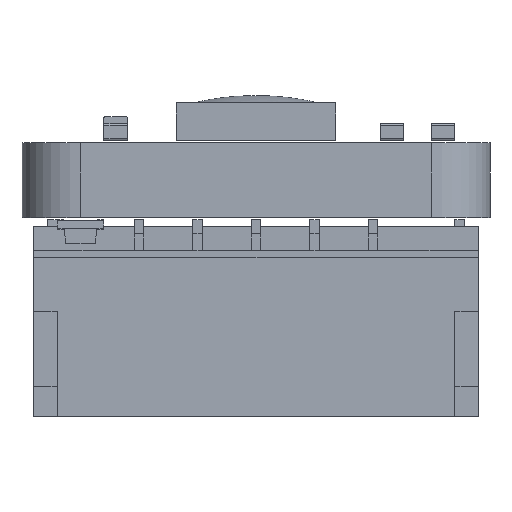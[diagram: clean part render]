
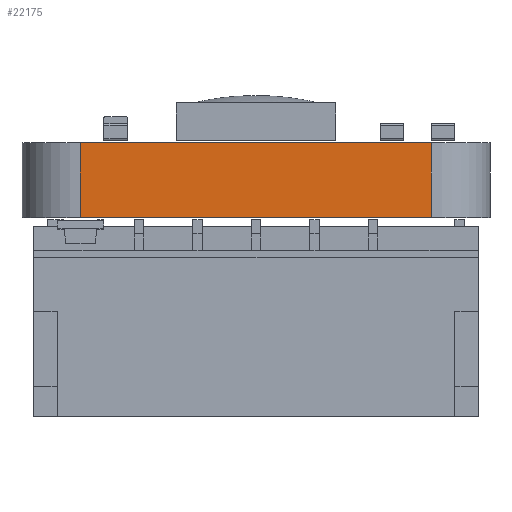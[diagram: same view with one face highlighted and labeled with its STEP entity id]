
A CAD part, front view. The second image highlights one B-rep face of the part: STEP entity #22175.
In plain terms, the highlighted planar face has unit normal (0, -1, 0).
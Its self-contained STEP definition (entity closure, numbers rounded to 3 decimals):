
#22024 = PLANE('',#22025);
#22025 = AXIS2_PLACEMENT_3D('',#22026,#22027,#22028);
#22026 = CARTESIAN_POINT('',(0.,0.,1.6)
  );
#22027 = DIRECTION('',(-0.,-0.,-1.));
#22028 = DIRECTION('',(-1.,0.,0.));
#22052 = CYLINDRICAL_SURFACE('',#22053,1.25);
#22053 = AXIS2_PLACEMENT_3D('',#22054,#22055,#22056);
#22054 = CARTESIAN_POINT('',(3.75,-1.75,0.));
#22055 = DIRECTION('',(-0.,-0.,-1.));
#22056 = DIRECTION('',(1.,0.,-0.));
#22078 = PLANE('',#22079);
#22079 = AXIS2_PLACEMENT_3D('',#22080,#22081,#22082);
#22080 = CARTESIAN_POINT('',(0.,0.,0.)
  );
#22081 = DIRECTION('',(-0.,-0.,-1.));
#22082 = DIRECTION('',(-1.,0.,0.));
#22093 = EDGE_CURVE('',#22094,#22096,#22098,.T.);
#22094 = VERTEX_POINT('',#22095);
#22095 = CARTESIAN_POINT('',(3.75,-3.,0.));
#22096 = VERTEX_POINT('',#22097);
#22097 = CARTESIAN_POINT('',(3.75,-3.,1.6));
#22098 = SURFACE_CURVE('',#22099,(#22103,#22110),.PCURVE_S1.);
#22099 = LINE('',#22100,#22101);
#22100 = CARTESIAN_POINT('',(3.75,-3.,0.));
#22101 = VECTOR('',#22102,1.);
#22102 = DIRECTION('',(0.,0.,1.));
#22103 = PCURVE('',#22052,#22104);
#22104 = DEFINITIONAL_REPRESENTATION('',(#22105),#22109);
#22105 = LINE('',#22106,#22107);
#22106 = CARTESIAN_POINT('',(-4.712,0.));
#22107 = VECTOR('',#22108,1.);
#22108 = DIRECTION('',(-0.,-1.));
#22109 = ( GEOMETRIC_REPRESENTATION_CONTEXT(2) 
PARAMETRIC_REPRESENTATION_CONTEXT() REPRESENTATION_CONTEXT('2D SPACE',''
  ) );
#22110 = PCURVE('',#22111,#22116);
#22111 = PLANE('',#22112);
#22112 = AXIS2_PLACEMENT_3D('',#22113,#22114,#22115);
#22113 = CARTESIAN_POINT('',(3.75,-3.,0.));
#22114 = DIRECTION('',(0.,-1.,0.));
#22115 = DIRECTION('',(-1.,0.,0.));
#22116 = DEFINITIONAL_REPRESENTATION('',(#22117),#22121);
#22117 = LINE('',#22118,#22119);
#22118 = CARTESIAN_POINT('',(0.,-0.));
#22119 = VECTOR('',#22120,1.);
#22120 = DIRECTION('',(0.,-1.));
#22121 = ( GEOMETRIC_REPRESENTATION_CONTEXT(2) 
PARAMETRIC_REPRESENTATION_CONTEXT() REPRESENTATION_CONTEXT('2D SPACE',''
  ) );
#22175 = ADVANCED_FACE('',(#22176),#22111,.T.);
#22176 = FACE_BOUND('',#22177,.T.);
#22177 = EDGE_LOOP('',(#22178,#22179,#22202,#22230));
#22178 = ORIENTED_EDGE('',*,*,#22093,.T.);
#22179 = ORIENTED_EDGE('',*,*,#22180,.T.);
#22180 = EDGE_CURVE('',#22096,#22181,#22183,.T.);
#22181 = VERTEX_POINT('',#22182);
#22182 = CARTESIAN_POINT('',(-3.75,-3.,1.6));
#22183 = SURFACE_CURVE('',#22184,(#22188,#22195),.PCURVE_S1.);
#22184 = LINE('',#22185,#22186);
#22185 = CARTESIAN_POINT('',(3.75,-3.,1.6));
#22186 = VECTOR('',#22187,1.);
#22187 = DIRECTION('',(-1.,0.,0.));
#22188 = PCURVE('',#22111,#22189);
#22189 = DEFINITIONAL_REPRESENTATION('',(#22190),#22194);
#22190 = LINE('',#22191,#22192);
#22191 = CARTESIAN_POINT('',(0.,-1.6));
#22192 = VECTOR('',#22193,1.);
#22193 = DIRECTION('',(1.,0.));
#22194 = ( GEOMETRIC_REPRESENTATION_CONTEXT(2) 
PARAMETRIC_REPRESENTATION_CONTEXT() REPRESENTATION_CONTEXT('2D SPACE',''
  ) );
#22195 = PCURVE('',#22024,#22196);
#22196 = DEFINITIONAL_REPRESENTATION('',(#22197),#22201);
#22197 = LINE('',#22198,#22199);
#22198 = CARTESIAN_POINT('',(-3.75,-3.));
#22199 = VECTOR('',#22200,1.);
#22200 = DIRECTION('',(1.,0.));
#22201 = ( GEOMETRIC_REPRESENTATION_CONTEXT(2) 
PARAMETRIC_REPRESENTATION_CONTEXT() REPRESENTATION_CONTEXT('2D SPACE',''
  ) );
#22202 = ORIENTED_EDGE('',*,*,#22203,.F.);
#22203 = EDGE_CURVE('',#22204,#22181,#22206,.T.);
#22204 = VERTEX_POINT('',#22205);
#22205 = CARTESIAN_POINT('',(-3.75,-3.,0.));
#22206 = SURFACE_CURVE('',#22207,(#22211,#22218),.PCURVE_S1.);
#22207 = LINE('',#22208,#22209);
#22208 = CARTESIAN_POINT('',(-3.75,-3.,0.));
#22209 = VECTOR('',#22210,1.);
#22210 = DIRECTION('',(0.,0.,1.));
#22211 = PCURVE('',#22111,#22212);
#22212 = DEFINITIONAL_REPRESENTATION('',(#22213),#22217);
#22213 = LINE('',#22214,#22215);
#22214 = CARTESIAN_POINT('',(7.5,0.));
#22215 = VECTOR('',#22216,1.);
#22216 = DIRECTION('',(0.,-1.));
#22217 = ( GEOMETRIC_REPRESENTATION_CONTEXT(2) 
PARAMETRIC_REPRESENTATION_CONTEXT() REPRESENTATION_CONTEXT('2D SPACE',''
  ) );
#22218 = PCURVE('',#22219,#22224);
#22219 = CYLINDRICAL_SURFACE('',#22220,1.25);
#22220 = AXIS2_PLACEMENT_3D('',#22221,#22222,#22223);
#22221 = CARTESIAN_POINT('',(-3.75,-1.75,0.));
#22222 = DIRECTION('',(-0.,-0.,-1.));
#22223 = DIRECTION('',(1.,0.,-0.));
#22224 = DEFINITIONAL_REPRESENTATION('',(#22225),#22229);
#22225 = LINE('',#22226,#22227);
#22226 = CARTESIAN_POINT('',(-4.712,0.));
#22227 = VECTOR('',#22228,1.);
#22228 = DIRECTION('',(-0.,-1.));
#22229 = ( GEOMETRIC_REPRESENTATION_CONTEXT(2) 
PARAMETRIC_REPRESENTATION_CONTEXT() REPRESENTATION_CONTEXT('2D SPACE',''
  ) );
#22230 = ORIENTED_EDGE('',*,*,#22231,.F.);
#22231 = EDGE_CURVE('',#22094,#22204,#22232,.T.);
#22232 = SURFACE_CURVE('',#22233,(#22237,#22244),.PCURVE_S1.);
#22233 = LINE('',#22234,#22235);
#22234 = CARTESIAN_POINT('',(3.75,-3.,0.));
#22235 = VECTOR('',#22236,1.);
#22236 = DIRECTION('',(-1.,0.,0.));
#22237 = PCURVE('',#22111,#22238);
#22238 = DEFINITIONAL_REPRESENTATION('',(#22239),#22243);
#22239 = LINE('',#22240,#22241);
#22240 = CARTESIAN_POINT('',(0.,-0.));
#22241 = VECTOR('',#22242,1.);
#22242 = DIRECTION('',(1.,0.));
#22243 = ( GEOMETRIC_REPRESENTATION_CONTEXT(2) 
PARAMETRIC_REPRESENTATION_CONTEXT() REPRESENTATION_CONTEXT('2D SPACE',''
  ) );
#22244 = PCURVE('',#22078,#22245);
#22245 = DEFINITIONAL_REPRESENTATION('',(#22246),#22250);
#22246 = LINE('',#22247,#22248);
#22247 = CARTESIAN_POINT('',(-3.75,-3.));
#22248 = VECTOR('',#22249,1.);
#22249 = DIRECTION('',(1.,0.));
#22250 = ( GEOMETRIC_REPRESENTATION_CONTEXT(2) 
PARAMETRIC_REPRESENTATION_CONTEXT() REPRESENTATION_CONTEXT('2D SPACE',''
  ) );
